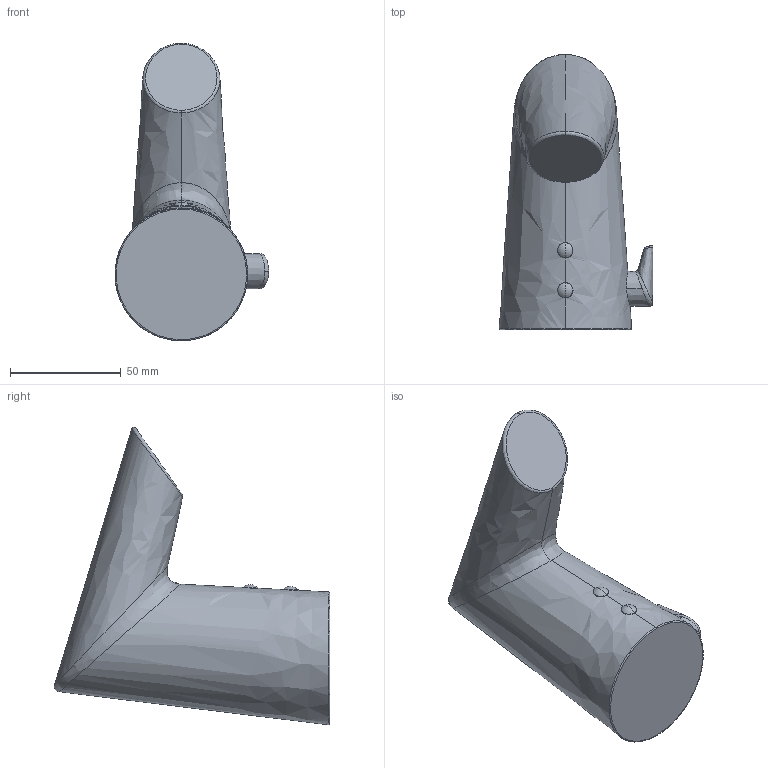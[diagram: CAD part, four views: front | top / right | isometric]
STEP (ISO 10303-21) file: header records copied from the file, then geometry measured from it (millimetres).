
FILE_DESCRIPTION (( 'STEP AP203' ), '1' );
FILE_NAME ('1714FZ(2019)+1714FZ-102(2020)+1724FTZ(2020)+65412009+65412219.STEP', '2020-01-16T13:34:21', ( '' ), ( '' ), 'SwSTEP 2.0', 'SolidWorks 2016', '' );
FILE_SCHEMA (( 'CONFIG_CONTROL_DESIGN' ));
Length unit declared in the file: millimetre
Products named in the file (1): 1714FZ(2019)+1714FZ-102(2020)+1724FTZ(2020)+65412009+65412219
Bounding box: 69.46 x 124.31 x 134.32 mm (x, y, z)
Volume: 324992.2 mm3; surface area: 31208.9 mm2
Topology: 1 solids, 1 shells, 30 faces, 74 edges, 47 vertices
Faces by surface type: bspline 18, cone 6, sphere 4, plane 2
Entity records: 6436 total; most frequent: CARTESIAN_POINT 5800, ORIENTED_EDGE 148, EDGE_CURVE 74, DIRECTION 62, B_SPLINE_CURVE_WITH_KNOTS 51, VERTEX_POINT 47, EDGE_LOOP 31, ADVANCED_FACE 30
